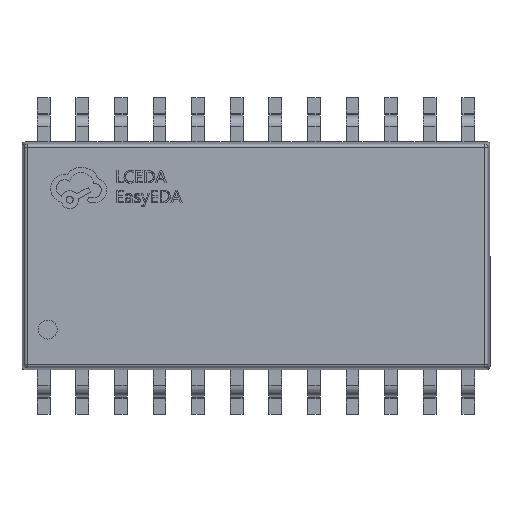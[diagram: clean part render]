
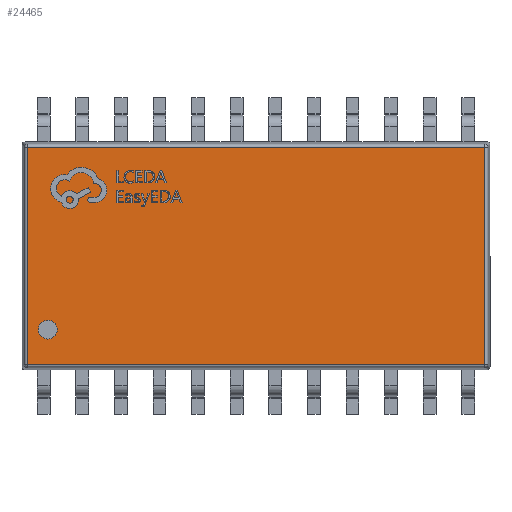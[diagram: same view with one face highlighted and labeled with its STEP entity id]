
A CAD part, top view. The second image highlights one B-rep face of the part: STEP entity #24465.
In plain terms, the highlighted planar face has unit normal (0, 0, 1).
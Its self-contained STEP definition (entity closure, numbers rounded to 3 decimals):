
#244 = DIRECTION ( 'NONE',  ( 1., 0., 0. ) ) ;
#538 = EDGE_CURVE ( 'NONE', #30550, #11047, #13635, .T. ) ;
#1846 = CARTESIAN_POINT ( 'NONE',  ( -6.851, -2.429, 1.15 ) ) ;
#2560 = VERTEX_POINT ( 'NONE', #23769 ) ;
#2793 = ORIENTED_EDGE ( 'NONE', *, *, #9235, .F. ) ;
#3469 = FACE_BOUND ( 'NONE', #27526, .T. ) ;
#4142 = DIRECTION ( 'NONE',  ( 0., -1., 0. ) ) ;
#4796 = LINE ( 'NONE', #9283, #21848 ) ;
#5354 = VECTOR ( 'NONE', #4142, 1000. ) ;
#6062 = CARTESIAN_POINT ( 'NONE',  ( 0., 0., 1.15 ) ) ;
#7100 = LINE ( 'NONE', #14309, #10463 ) ;
#8215 = EDGE_CURVE ( 'NONE', #11047, #19452, #7100, .T. ) ;
#8971 = CARTESIAN_POINT ( 'NONE',  ( -7.526, -3.576, 1.15 ) ) ;
#9235 = EDGE_CURVE ( 'NONE', #12977, #17770, #19120, .T. ) ;
#9283 = CARTESIAN_POINT ( 'NONE',  ( 7.526, 3.67, 1.15 ) ) ;
#9802 = CARTESIAN_POINT ( 'NONE',  ( -7.526, 3.576, 1.15 ) ) ;
#10463 = VECTOR ( 'NONE', #23575, 1000. ) ;
#10576 = DIRECTION ( 'NONE',  ( 0., 0., 1. ) ) ;
#11047 = VERTEX_POINT ( 'NONE', #8971 ) ;
#12977 = VERTEX_POINT ( 'NONE', #20279 ) ;
#13023 = EDGE_CURVE ( 'NONE', #17770, #12977, #30070, .T. ) ;
#13635 = LINE ( 'NONE', #28370, #5354 ) ;
#14309 = CARTESIAN_POINT ( 'NONE',  ( 7.62, -3.576, 1.15 ) ) ;
#14514 = ORIENTED_EDGE ( 'NONE', *, *, #13023, .F. ) ;
#14976 = DIRECTION ( 'NONE',  ( 1., 0., 0. ) ) ;
#16375 = EDGE_CURVE ( 'NONE', #19452, #2560, #4796, .T. ) ;
#16491 = AXIS2_PLACEMENT_3D ( 'NONE', #6062, #10576, #14976 ) ;
#16579 = DIRECTION ( 'NONE',  ( 0., 0., 1. ) ) ;
#16652 = DIRECTION ( 'NONE',  ( 0., 1., 0. ) ) ;
#17644 = PLANE ( 'NONE',  #16491 ) ;
#17770 = VERTEX_POINT ( 'NONE', #27070 ) ;
#18078 = ORIENTED_EDGE ( 'NONE', *, *, #538, .T. ) ;
#18239 = ORIENTED_EDGE ( 'NONE', *, *, #8215, .T. ) ;
#18575 = AXIS2_PLACEMENT_3D ( 'NONE', #1846, #16579, #244 ) ;
#18920 = DIRECTION ( 'NONE',  ( 1., 0., 0. ) ) ;
#19075 = CARTESIAN_POINT ( 'NONE',  ( -6.851, -2.429, 1.15 ) ) ;
#19120 = CIRCLE ( 'NONE', #30134, 0.309 ) ;
#19452 = VERTEX_POINT ( 'NONE', #27343 ) ;
#20279 = CARTESIAN_POINT ( 'NONE',  ( -6.541, -2.429, 1.15 ) ) ;
#21848 = VECTOR ( 'NONE', #16652, 1000. ) ;
#22090 = VECTOR ( 'NONE', #30041, 1000. ) ;
#22822 = FACE_OUTER_BOUND ( 'NONE', #24694, .T. ) ;
#23017 = LINE ( 'NONE', #29901, #22090 ) ;
#23575 = DIRECTION ( 'NONE',  ( 1., 0., 0. ) ) ;
#23769 = CARTESIAN_POINT ( 'NONE',  ( 7.526, 3.576, 1.15 ) ) ;
#24465 = ADVANCED_FACE ( 'NONE', ( #3469, #22822 ), #17644, .T. ) ;
#24694 = EDGE_LOOP ( 'NONE', ( #18078, #18239, #24889, #25950 ) ) ;
#24889 = ORIENTED_EDGE ( 'NONE', *, *, #16375, .T. ) ;
#25388 = EDGE_CURVE ( 'NONE', #2560, #30550, #23017, .T. ) ;
#25950 = ORIENTED_EDGE ( 'NONE', *, *, #25388, .T. ) ;
#26266 = DIRECTION ( 'NONE',  ( 0., 0., 1. ) ) ;
#27070 = CARTESIAN_POINT ( 'NONE',  ( -7.16, -2.429, 1.15 ) ) ;
#27343 = CARTESIAN_POINT ( 'NONE',  ( 7.526, -3.576, 1.15 ) ) ;
#27526 = EDGE_LOOP ( 'NONE', ( #2793, #14514 ) ) ;
#28370 = CARTESIAN_POINT ( 'NONE',  ( -7.526, -3.67, 1.15 ) ) ;
#29901 = CARTESIAN_POINT ( 'NONE',  ( -7.62, 3.576, 1.15 ) ) ;
#30041 = DIRECTION ( 'NONE',  ( -1., 0., 0. ) ) ;
#30070 = CIRCLE ( 'NONE', #18575, 0.309 ) ;
#30134 = AXIS2_PLACEMENT_3D ( 'NONE', #19075, #26266, #18920 ) ;
#30550 = VERTEX_POINT ( 'NONE', #9802 ) ;
